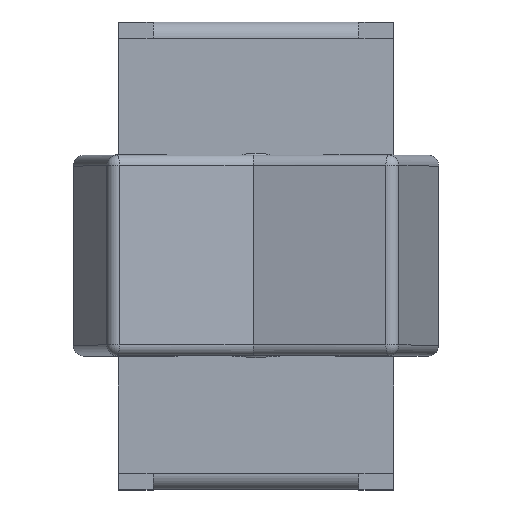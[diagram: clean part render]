
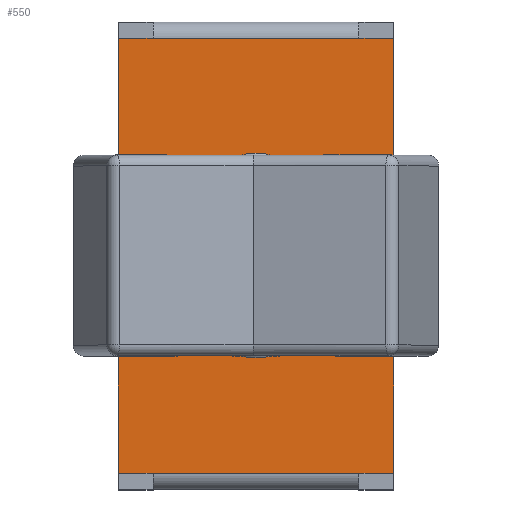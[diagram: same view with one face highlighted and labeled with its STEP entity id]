
A CAD part, top view. The second image highlights one B-rep face of the part: STEP entity #550.
In plain terms, the highlighted planar face has unit normal (0, 0, 1).
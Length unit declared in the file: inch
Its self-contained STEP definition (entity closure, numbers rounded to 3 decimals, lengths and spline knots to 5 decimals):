
#366=CARTESIAN_POINT('',(0.18701,-0.39508,0.41496));
#367=VERTEX_POINT('',#366);
#399=CARTESIAN_POINT('',(-0.18701,0.39508,0.41496));
#400=VERTEX_POINT('',#399);
#417=CARTESIAN_POINT('',(-0.275,-0.43459,0.41496));
#418=DIRECTION('',(0.0,0.0,1.0));
#419=DIRECTION('',(1.0,0.0,0.0));
#420=AXIS2_PLACEMENT_3D('',#417,#418,#419);
#421=PLANE('',#420);
#422=CARTESIAN_POINT('',(-0.18701,-0.39508,0.41496));
#423=VERTEX_POINT('',#422);
#424=CARTESIAN_POINT('',(0.18701,-0.39508,0.41496));
#425=DIRECTION('',(-1.0,0.0,0.0));
#426=VECTOR('',#425,0.37402);
#427=LINE('',#424,#426);
#428=EDGE_CURVE('',#367,#423,#427,.T.);
#429=ORIENTED_EDGE('',*,*,#428,.F.);
#430=CARTESIAN_POINT('',(0.25,-0.39508,0.41496));
#431=VERTEX_POINT('',#430);
#432=CARTESIAN_POINT('',(0.18701,-0.39508,0.41496));
#433=DIRECTION('',(1.0,0.0,0.0));
#434=VECTOR('',#433,0.06299);
#435=LINE('',#432,#434);
#436=EDGE_CURVE('',#367,#431,#435,.T.);
#437=ORIENTED_EDGE('',*,*,#436,.T.);
#438=CARTESIAN_POINT('',(0.25,0.39508,0.41496));
#439=VERTEX_POINT('',#438);
#440=CARTESIAN_POINT('',(0.25,-0.39508,0.41496));
#441=DIRECTION('',(0.0,1.0,0.0));
#442=VECTOR('',#441,0.79016);
#443=LINE('',#440,#442);
#444=EDGE_CURVE('',#431,#439,#443,.T.);
#445=ORIENTED_EDGE('',*,*,#444,.T.);
#446=CARTESIAN_POINT('',(0.18701,0.39508,0.41496));
#447=VERTEX_POINT('',#446);
#448=CARTESIAN_POINT('',(0.18701,0.39508,0.41496));
#449=DIRECTION('',(1.0,0.0,0.0));
#450=VECTOR('',#449,0.06299);
#451=LINE('',#448,#450);
#452=EDGE_CURVE('',#447,#439,#451,.T.);
#453=ORIENTED_EDGE('',*,*,#452,.F.);
#454=CARTESIAN_POINT('',(0.18701,0.39508,0.41496));
#455=DIRECTION('',(-1.0,0.0,0.0));
#456=VECTOR('',#455,0.37402);
#457=LINE('',#454,#456);
#458=EDGE_CURVE('',#447,#400,#457,.T.);
#459=ORIENTED_EDGE('',*,*,#458,.T.);
#460=CARTESIAN_POINT('',(-0.25,0.39508,0.41496));
#461=VERTEX_POINT('',#460);
#462=CARTESIAN_POINT('',(-0.18701,0.39508,0.41496));
#463=DIRECTION('',(-1.0,0.0,0.0));
#464=VECTOR('',#463,0.06299);
#465=LINE('',#462,#464);
#466=EDGE_CURVE('',#400,#461,#465,.T.);
#467=ORIENTED_EDGE('',*,*,#466,.T.);
#468=CARTESIAN_POINT('',(-0.25,-0.39508,0.41496));
#469=VERTEX_POINT('',#468);
#470=CARTESIAN_POINT('',(-0.25,0.39508,0.41496));
#471=DIRECTION('',(0.0,-1.0,0.0));
#472=VECTOR('',#471,0.79016);
#473=LINE('',#470,#472);
#474=EDGE_CURVE('',#461,#469,#473,.T.);
#475=ORIENTED_EDGE('',*,*,#474,.T.);
#476=CARTESIAN_POINT('',(-0.18701,-0.39508,0.41496));
#477=DIRECTION('',(-1.0,0.0,0.0));
#478=VECTOR('',#477,0.06299);
#479=LINE('',#476,#478);
#480=EDGE_CURVE('',#423,#469,#479,.T.);
#481=ORIENTED_EDGE('',*,*,#480,.F.);
#482=EDGE_LOOP('',(#429,#437,#445,#453,#459,#467,#475,#481));
#483=FACE_OUTER_BOUND('',#482,.T.);
#484=CARTESIAN_POINT('',(-0.24409,0.07874,0.41496));
#485=VERTEX_POINT('',#484);
#486=CARTESIAN_POINT('',(-0.24409,-0.07874,0.41496));
#487=VERTEX_POINT('',#486);
#488=CARTESIAN_POINT('',(-0.24409,0.07874,0.41496));
#489=DIRECTION('',(0.0,-1.0,0.0));
#490=VECTOR('',#489,0.15748);
#491=LINE('',#488,#490);
#492=EDGE_CURVE('',#485,#487,#491,.T.);
#493=ORIENTED_EDGE('',*,*,#492,.F.);
#494=CARTESIAN_POINT('',(-0.14567,0.15748,0.41496));
#495=VERTEX_POINT('',#494);
#496=CARTESIAN_POINT('',(-0.14567,0.15748,0.41496));
#497=DIRECTION('',(-0.781,-0.625,0.0));
#498=VECTOR('',#497,0.12605);
#499=LINE('',#496,#498);
#500=EDGE_CURVE('',#495,#485,#499,.T.);
#501=ORIENTED_EDGE('',*,*,#500,.F.);
#502=CARTESIAN_POINT('',(0.14567,0.15748,0.41496));
#503=VERTEX_POINT('',#502);
#504=CARTESIAN_POINT('',(0.14567,0.15748,0.41496));
#505=DIRECTION('',(-1.0,0.0,0.0));
#506=VECTOR('',#505,0.29134);
#507=LINE('',#504,#506);
#508=EDGE_CURVE('',#503,#495,#507,.T.);
#509=ORIENTED_EDGE('',*,*,#508,.F.);
#510=CARTESIAN_POINT('',(0.24409,0.07874,0.41496));
#511=VERTEX_POINT('',#510);
#512=CARTESIAN_POINT('',(0.24409,0.07874,0.41496));
#513=DIRECTION('',(-0.781,0.625,0.0));
#514=VECTOR('',#513,0.12605);
#515=LINE('',#512,#514);
#516=EDGE_CURVE('',#511,#503,#515,.T.);
#517=ORIENTED_EDGE('',*,*,#516,.F.);
#518=CARTESIAN_POINT('',(0.24409,-0.07874,0.41496));
#519=VERTEX_POINT('',#518);
#520=CARTESIAN_POINT('',(0.24409,-0.07874,0.41496));
#521=DIRECTION('',(0.0,1.0,0.0));
#522=VECTOR('',#521,0.15748);
#523=LINE('',#520,#522);
#524=EDGE_CURVE('',#519,#511,#523,.T.);
#525=ORIENTED_EDGE('',*,*,#524,.F.);
#526=CARTESIAN_POINT('',(0.14567,-0.15748,0.41496));
#527=VERTEX_POINT('',#526);
#528=CARTESIAN_POINT('',(0.14567,-0.15748,0.41496));
#529=DIRECTION('',(0.781,0.625,0.0));
#530=VECTOR('',#529,0.12605);
#531=LINE('',#528,#530);
#532=EDGE_CURVE('',#527,#519,#531,.T.);
#533=ORIENTED_EDGE('',*,*,#532,.F.);
#534=CARTESIAN_POINT('',(-0.14567,-0.15748,0.41496));
#535=VERTEX_POINT('',#534);
#536=CARTESIAN_POINT('',(-0.14567,-0.15748,0.41496));
#537=DIRECTION('',(1.0,0.0,0.0));
#538=VECTOR('',#537,0.29134);
#539=LINE('',#536,#538);
#540=EDGE_CURVE('',#535,#527,#539,.T.);
#541=ORIENTED_EDGE('',*,*,#540,.F.);
#542=CARTESIAN_POINT('',(-0.24409,-0.07874,0.41496));
#543=DIRECTION('',(0.781,-0.625,0.0));
#544=VECTOR('',#543,0.12605);
#545=LINE('',#542,#544);
#546=EDGE_CURVE('',#487,#535,#545,.T.);
#547=ORIENTED_EDGE('',*,*,#546,.F.);
#548=EDGE_LOOP('',(#493,#501,#509,#517,#525,#533,#541,#547));
#549=FACE_BOUND('',#548,.T.);
#550=ADVANCED_FACE('',(#483,#549),#421,.T.);
